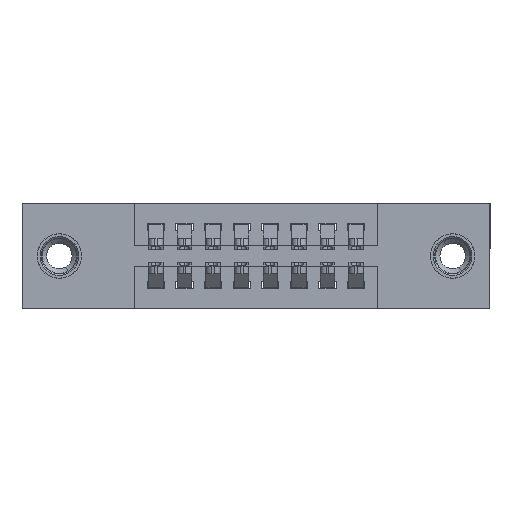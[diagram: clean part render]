
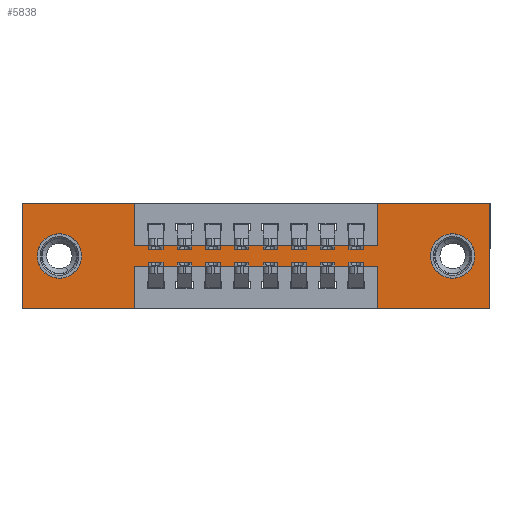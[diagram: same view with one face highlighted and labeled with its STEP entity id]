
A CAD part, front view. The second image highlights one B-rep face of the part: STEP entity #5838.
In plain terms, the highlighted planar face has unit normal (0, -1, 0).
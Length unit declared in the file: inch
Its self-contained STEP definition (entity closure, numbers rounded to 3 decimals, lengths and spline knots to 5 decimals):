
#111 = ORIENTED_EDGE ( 'NONE', *, *, #14426, .F. ) ;
#302 = ORIENTED_EDGE ( 'NONE', *, *, #1485, .F. ) ;
#414 = ORIENTED_EDGE ( 'NONE', *, *, #2366, .F. ) ;
#542 = CARTESIAN_POINT ( 'NONE',  ( 0.3925, 0., -0.15 ) ) ;
#573 = CARTESIAN_POINT ( 'NONE',  ( 0.13, 0., -0.185 ) ) ;
#577 = ORIENTED_EDGE ( 'NONE', *, *, #13025, .F. ) ;
#602 = VERTEX_POINT ( 'NONE', #2440 ) ;
#1095 = ORIENTED_EDGE ( 'NONE', *, *, #12435, .F. ) ;
#1138 = DIRECTION ( 'NONE',  ( 0., 0., 1. ) ) ;
#1173 = CARTESIAN_POINT ( 'NONE',  ( 0., 0., 0. ) ) ;
#1185 = VERTEX_POINT ( 'NONE', #542 ) ;
#1221 = DIRECTION ( 'NONE',  ( 0., -1., 0. ) ) ;
#1230 = LINE ( 'NONE', #2897, #8517 ) ;
#1263 = ORIENTED_EDGE ( 'NONE', *, *, #6490, .T. ) ;
#1391 = EDGE_CURVE ( 'NONE', #4743, #6501, #15272, .T. ) ;
#1485 = EDGE_CURVE ( 'NONE', #602, #10945, #7929, .T. ) ;
#1541 = LINE ( 'NONE', #7871, #4786 ) ;
#1654 = AXIS2_PLACEMENT_3D ( 'NONE', #2221, #4627, #8450 ) ;
#1753 = DIRECTION ( 'NONE',  ( 0., 1., 0. ) ) ;
#2148 = DIRECTION ( 'NONE',  ( 1., 0., 0. ) ) ;
#2221 = CARTESIAN_POINT ( 'NONE',  ( 0.13, 0., -0.185 ) ) ;
#2308 = EDGE_CURVE ( 'NONE', #14440, #4881, #1230, .T. ) ;
#2366 = EDGE_CURVE ( 'NONE', #10712, #3679, #3715, .T. ) ;
#2384 = EDGE_CURVE ( 'NONE', #1185, #15833, #4300, .T. ) ;
#2440 = CARTESIAN_POINT ( 'NONE',  ( 1.635, 0., -0.37 ) ) ;
#2897 = CARTESIAN_POINT ( 'NONE',  ( 0.3925, 0., -0.37 ) ) ;
#3027 = DIRECTION ( 'NONE',  ( 0., 0., 1. ) ) ;
#3203 = LINE ( 'NONE', #10461, #3622 ) ;
#3242 = CARTESIAN_POINT ( 'NONE',  ( 0., 0., -0.37 ) ) ;
#3331 = CARTESIAN_POINT ( 'NONE',  ( 1.505, 0., -0.185 ) ) ;
#3357 = LINE ( 'NONE', #7112, #14525 ) ;
#3388 = VECTOR ( 'NONE', #6497, 39.37008 ) ;
#3398 = CARTESIAN_POINT ( 'NONE',  ( 0., 0., -0.37 ) ) ;
#3463 = CARTESIAN_POINT ( 'NONE',  ( 1.2425, 0., 0. ) ) ;
#3597 = AXIS2_PLACEMENT_3D ( 'NONE', #14910, #1221, #7352 ) ;
#3622 = VECTOR ( 'NONE', #13050, 39.37008 ) ;
#3679 = VERTEX_POINT ( 'NONE', #12168 ) ;
#3715 = LINE ( 'NONE', #5759, #13361 ) ;
#3734 = PLANE ( 'NONE',  #3597 ) ;
#3779 = ORIENTED_EDGE ( 'NONE', *, *, #10925, .T. ) ;
#3915 = VECTOR ( 'NONE', #2148, 39.37008 ) ;
#4138 = CARTESIAN_POINT ( 'NONE',  ( 0.3925, 0., 0. ) ) ;
#4218 = AXIS2_PLACEMENT_3D ( 'NONE', #3331, #11940, #4555 ) ;
#4265 = VERTEX_POINT ( 'NONE', #1173 ) ;
#4300 = LINE ( 'NONE', #5595, #3915 ) ;
#4380 = LINE ( 'NONE', #4138, #8018 ) ;
#4454 = FACE_OUTER_BOUND ( 'NONE', #15826, .T. ) ;
#4555 = DIRECTION ( 'NONE',  ( 0., 0., -1. ) ) ;
#4627 = DIRECTION ( 'NONE',  ( 0., 1., 0. ) ) ;
#4743 = VERTEX_POINT ( 'NONE', #12850 ) ;
#4786 = VECTOR ( 'NONE', #12790, 39.37008 ) ;
#4845 = VECTOR ( 'NONE', #1138, 39.37008 ) ;
#4881 = VERTEX_POINT ( 'NONE', #9610 ) ;
#5382 = FACE_BOUND ( 'NONE', #10979, .T. ) ;
#5475 = ORIENTED_EDGE ( 'NONE', *, *, #2308, .F. ) ;
#5595 = CARTESIAN_POINT ( 'NONE',  ( 0.3925, 0., -0.15 ) ) ;
#5759 = CARTESIAN_POINT ( 'NONE',  ( 0., 0., 0. ) ) ;
#5838 = ADVANCED_FACE ( 'NONE', ( #14106, #5382, #4454 ), #3734, .T. ) ;
#5969 = VECTOR ( 'NONE', #11860, 39.37008 ) ;
#6020 = CARTESIAN_POINT ( 'NONE',  ( 1.505, 0., -0.107 ) ) ;
#6143 = ORIENTED_EDGE ( 'NONE', *, *, #1391, .T. ) ;
#6490 = EDGE_CURVE ( 'NONE', #6501, #4743, #7284, .T. ) ;
#6497 = DIRECTION ( 'NONE',  ( 1., 0., 0. ) ) ;
#6501 = VERTEX_POINT ( 'NONE', #6020 ) ;
#6604 = AXIS2_PLACEMENT_3D ( 'NONE', #8478, #14668, #7262 ) ;
#7111 = VERTEX_POINT ( 'NONE', #14962 ) ;
#7112 = CARTESIAN_POINT ( 'NONE',  ( 1.2425, 0., -0.37 ) ) ;
#7262 = DIRECTION ( 'NONE',  ( 0., 0., -1. ) ) ;
#7284 = CIRCLE ( 'NONE', #4218, 0.078 ) ;
#7340 = ORIENTED_EDGE ( 'NONE', *, *, #2384, .F. ) ;
#7352 = DIRECTION ( 'NONE',  ( 0., 0., -1. ) ) ;
#7724 = EDGE_CURVE ( 'NONE', #3679, #602, #15945, .T. ) ;
#7871 = CARTESIAN_POINT ( 'NONE',  ( 0.3925, 0., -0.22 ) ) ;
#7929 = LINE ( 'NONE', #3242, #5969 ) ;
#7944 = AXIS2_PLACEMENT_3D ( 'NONE', #573, #1753, #3027 ) ;
#8018 = VECTOR ( 'NONE', #13993, 39.37008 ) ;
#8184 = CARTESIAN_POINT ( 'NONE',  ( 0.13, 0., -0.107 ) ) ;
#8336 = VERTEX_POINT ( 'NONE', #8490 ) ;
#8450 = DIRECTION ( 'NONE',  ( 0., 0., 1. ) ) ;
#8478 = CARTESIAN_POINT ( 'NONE',  ( 1.505, 0., -0.185 ) ) ;
#8484 = CARTESIAN_POINT ( 'NONE',  ( 0., 0., 0. ) ) ;
#8490 = CARTESIAN_POINT ( 'NONE',  ( 1.2425, 0., -0.22 ) ) ;
#8517 = VECTOR ( 'NONE', #9343, 39.37008 ) ;
#8697 = VECTOR ( 'NONE', #13062, 39.37008 ) ;
#8993 = EDGE_CURVE ( 'NONE', #15833, #10712, #3203, .T. ) ;
#9123 = CARTESIAN_POINT ( 'NONE',  ( 0., 0., 0. ) ) ;
#9230 = CIRCLE ( 'NONE', #1654, 0.078 ) ;
#9343 = DIRECTION ( 'NONE',  ( 0., 0., -1. ) ) ;
#9357 = DIRECTION ( 'NONE',  ( 0., 0., 1. ) ) ;
#9371 = ORIENTED_EDGE ( 'NONE', *, *, #7724, .F. ) ;
#9610 = CARTESIAN_POINT ( 'NONE',  ( 0.3925, 0., -0.37 ) ) ;
#9742 = EDGE_CURVE ( 'NONE', #4265, #10128, #12455, .T. ) ;
#10039 = CARTESIAN_POINT ( 'NONE',  ( 1.635, 0., 0. ) ) ;
#10128 = VERTEX_POINT ( 'NONE', #12101 ) ;
#10354 = CARTESIAN_POINT ( 'NONE',  ( 1.2425, 0., -0.15 ) ) ;
#10461 = CARTESIAN_POINT ( 'NONE',  ( 1.2425, 0., 0. ) ) ;
#10525 = ORIENTED_EDGE ( 'NONE', *, *, #8993, .F. ) ;
#10606 = ORIENTED_EDGE ( 'NONE', *, *, #14528, .T. ) ;
#10642 = LINE ( 'NONE', #8484, #4845 ) ;
#10712 = VERTEX_POINT ( 'NONE', #3463 ) ;
#10925 = EDGE_CURVE ( 'NONE', #11126, #12369, #15876, .T. ) ;
#10945 = VERTEX_POINT ( 'NONE', #14020 ) ;
#10979 = EDGE_LOOP ( 'NONE', ( #3779, #10606 ) ) ;
#11126 = VERTEX_POINT ( 'NONE', #8184 ) ;
#11514 = EDGE_CURVE ( 'NONE', #10945, #8336, #3357, .T. ) ;
#11706 = CARTESIAN_POINT ( 'NONE',  ( 0.3925, 0., -0.22 ) ) ;
#11860 = DIRECTION ( 'NONE',  ( -1., 0., 0. ) ) ;
#11940 = DIRECTION ( 'NONE',  ( 0., 1., 0. ) ) ;
#12101 = CARTESIAN_POINT ( 'NONE',  ( 0.3925, 0., 0. ) ) ;
#12168 = CARTESIAN_POINT ( 'NONE',  ( 1.635, 0., 0. ) ) ;
#12301 = VECTOR ( 'NONE', #13787, 39.37008 ) ;
#12369 = VERTEX_POINT ( 'NONE', #14256 ) ;
#12435 = EDGE_CURVE ( 'NONE', #7111, #4265, #10642, .T. ) ;
#12455 = LINE ( 'NONE', #9123, #3388 ) ;
#12790 = DIRECTION ( 'NONE',  ( -1., 0., 0. ) ) ;
#12850 = CARTESIAN_POINT ( 'NONE',  ( 1.505, 0., -0.263 ) ) ;
#12968 = EDGE_LOOP ( 'NONE', ( #1263, #6143 ) ) ;
#13025 = EDGE_CURVE ( 'NONE', #4881, #7111, #15635, .T. ) ;
#13050 = DIRECTION ( 'NONE',  ( 0., 0., 1. ) ) ;
#13062 = DIRECTION ( 'NONE',  ( -1., 0., 0. ) ) ;
#13361 = VECTOR ( 'NONE', #15643, 39.37008 ) ;
#13787 = DIRECTION ( 'NONE',  ( 0., 0., -1. ) ) ;
#13993 = DIRECTION ( 'NONE',  ( 0., 0., -1. ) ) ;
#14020 = CARTESIAN_POINT ( 'NONE',  ( 1.2425, 0., -0.37 ) ) ;
#14106 = FACE_BOUND ( 'NONE', #12968, .T. ) ;
#14256 = CARTESIAN_POINT ( 'NONE',  ( 0.13, 0., -0.263 ) ) ;
#14394 = ORIENTED_EDGE ( 'NONE', *, *, #11514, .F. ) ;
#14426 = EDGE_CURVE ( 'NONE', #8336, #14440, #1541, .T. ) ;
#14440 = VERTEX_POINT ( 'NONE', #11706 ) ;
#14525 = VECTOR ( 'NONE', #9357, 39.37008 ) ;
#14528 = EDGE_CURVE ( 'NONE', #12369, #11126, #9230, .T. ) ;
#14668 = DIRECTION ( 'NONE',  ( 0., 1., 0. ) ) ;
#14910 = CARTESIAN_POINT ( 'NONE',  ( 0., 0., -0.37 ) ) ;
#14962 = CARTESIAN_POINT ( 'NONE',  ( 0., 0., -0.37 ) ) ;
#15104 = ORIENTED_EDGE ( 'NONE', *, *, #15282, .F. ) ;
#15272 = CIRCLE ( 'NONE', #6604, 0.078 ) ;
#15282 = EDGE_CURVE ( 'NONE', #10128, #1185, #4380, .T. ) ;
#15635 = LINE ( 'NONE', #3398, #8697 ) ;
#15643 = DIRECTION ( 'NONE',  ( 1., 0., 0. ) ) ;
#15661 = ORIENTED_EDGE ( 'NONE', *, *, #9742, .F. ) ;
#15826 = EDGE_LOOP ( 'NONE', ( #5475, #111, #14394, #302, #9371, #414, #10525, #7340, #15104, #15661, #1095, #577 ) ) ;
#15833 = VERTEX_POINT ( 'NONE', #10354 ) ;
#15876 = CIRCLE ( 'NONE', #7944, 0.078 ) ;
#15945 = LINE ( 'NONE', #10039, #12301 ) ;
